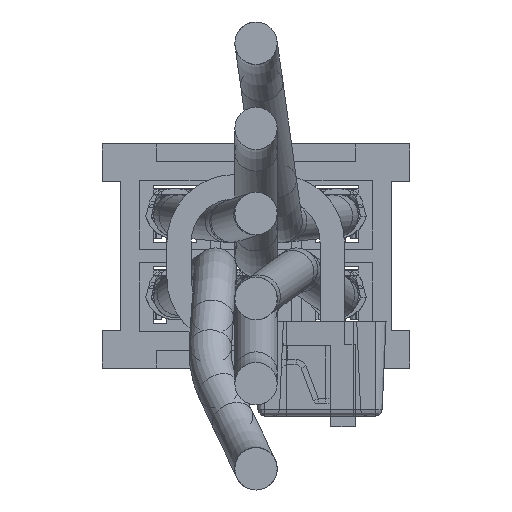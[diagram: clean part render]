
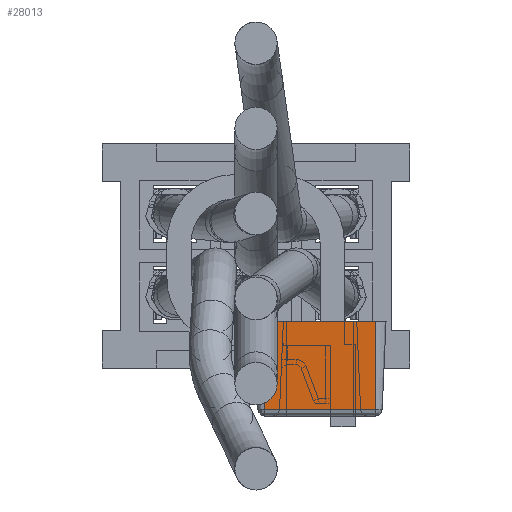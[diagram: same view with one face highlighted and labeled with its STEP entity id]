
A CAD part, front view. The second image highlights one B-rep face of the part: STEP entity #28013.
In plain terms, the highlighted planar face has unit normal (0, -0.999, -0.044).
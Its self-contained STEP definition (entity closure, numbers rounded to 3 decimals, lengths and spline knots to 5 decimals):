
#1797=PLANE('',#30497);
#3300=FACE_OUTER_BOUND('',#4874,.T.);
#4874=EDGE_LOOP('',(#26052,#26053,#26054,#26055));
#7289=LINE('',#70000,#9812);
#7392=LINE('',#70433,#9915);
#7393=LINE('',#70441,#9916);
#7395=LINE('',#70444,#9918);
#9812=VECTOR('',#37536,0.3937);
#9915=VECTOR('',#37891,0.3937);
#9916=VECTOR('',#37902,0.3937);
#9918=VECTOR('',#37906,0.3937);
#13426=VERTEX_POINT('',#69997);
#13427=VERTEX_POINT('',#69999);
#13532=VERTEX_POINT('',#70426);
#13534=VERTEX_POINT('',#70435);
#17527=EDGE_CURVE('',#13426,#13427,#7289,.T.);
#17700=EDGE_CURVE('',#13532,#13426,#7392,.T.);
#17704=EDGE_CURVE('',#13427,#13534,#7393,.F.);
#17706=EDGE_CURVE('',#13534,#13532,#7395,.T.);
#26052=ORIENTED_EDGE('',*,*,#17700,.F.);
#26053=ORIENTED_EDGE('',*,*,#17706,.F.);
#26054=ORIENTED_EDGE('',*,*,#17704,.F.);
#26055=ORIENTED_EDGE('',*,*,#17527,.F.);
#28013=ADVANCED_FACE('',(#3300),#1797,.T.);
#30497=AXIS2_PLACEMENT_3D('',#70469,#37940,#37941);
#37536=DIRECTION('',(1.,0.,0.));
#37891=DIRECTION('',(0.,-0.044,0.999));
#37902=DIRECTION('',(0.,-0.044,0.999));
#37906=DIRECTION('',(-1.,0.,0.));
#37940=DIRECTION('center_axis',(0.,-0.999,
-0.044));
#37941=DIRECTION('ref_axis',(0.,0.044,-0.999));
#69997=CARTESIAN_POINT('',(0.01264,-17.78119,-0.09551));
#69999=CARTESIAN_POINT('',(0.17405,-17.78119,-0.09551));
#70000=CARTESIAN_POINT('',(0.09334,-17.78119,-0.09551));
#70426=CARTESIAN_POINT('',(0.01264,-17.77558,-0.22389));
#70433=CARTESIAN_POINT('',(0.01264,-17.77558,-0.22389));
#70435=CARTESIAN_POINT('',(0.17405,-17.77558,-0.22389));
#70441=CARTESIAN_POINT('',(0.17405,-17.77558,-0.22389));
#70444=CARTESIAN_POINT('',(0.13862,-17.77558,-0.22389));
#70469=CARTESIAN_POINT('Origin',(0.09334,-17.77558,-0.22389));
